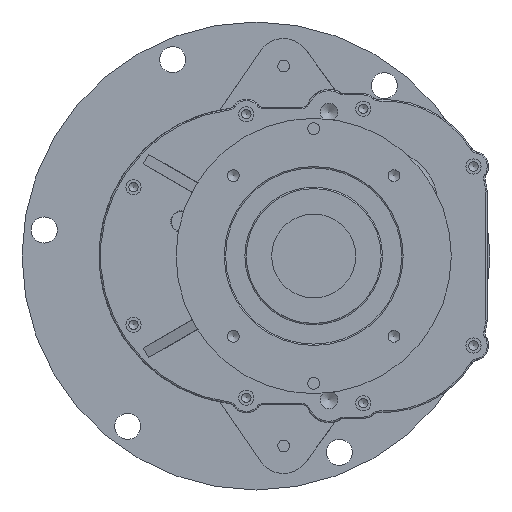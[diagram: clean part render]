
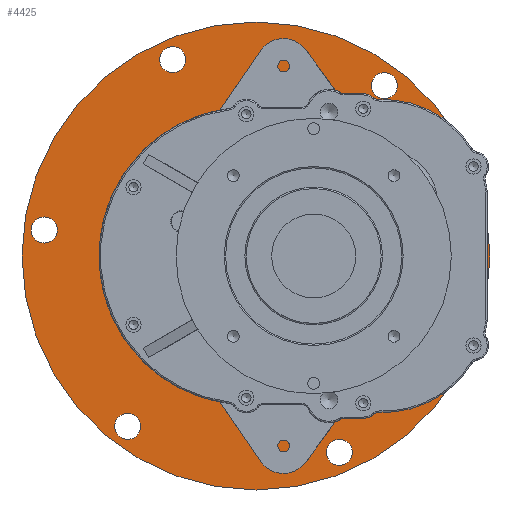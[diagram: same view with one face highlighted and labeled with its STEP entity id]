
A CAD part, left-side view. The second image highlights one B-rep face of the part: STEP entity #4425.
In plain terms, the highlighted planar face has unit normal (-1, 0, 0).
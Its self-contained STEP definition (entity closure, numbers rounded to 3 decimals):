
#17 = EDGE_CURVE ( 'NONE', #7041, #13790, #13573, .T. ) ;
#29 = EDGE_CURVE ( 'NONE', #14388, #14388, #17269, .T. ) ;
#48 = DIRECTION ( 'NONE',  ( -1., 0., 0. ) ) ;
#452 = AXIS2_PLACEMENT_3D ( 'NONE', #6714, #22544, #12661 ) ;
#605 = CARTESIAN_POINT ( 'NONE',  ( 0., 6., 0. ) ) ;
#742 = CARTESIAN_POINT ( 'NONE',  ( 0., 93.281, -123.789 ) ) ;
#873 = DIRECTION ( 'NONE',  ( -1., 0., 0. ) ) ;
#1195 = EDGE_CURVE ( 'NONE', #22913, #14514, #7683, .T. ) ;
#1714 = CIRCLE ( 'NONE', #452, 9.5 ) ;
#1897 = AXIS2_PLACEMENT_3D ( 'NONE', #18684, #873, #21394 ) ;
#2044 = CARTESIAN_POINT ( 'NONE',  ( 0., 0., -170. ) ) ;
#2760 = AXIS2_PLACEMENT_3D ( 'NONE', #6807, #14690, #19101 ) ;
#2836 = DIRECTION ( 'NONE',  ( 1., 0., 0. ) ) ;
#2970 = DIRECTION ( 'NONE',  ( 0., 0., 1. ) ) ;
#2971 = AXIS2_PLACEMENT_3D ( 'NONE', #13963, #13578, #4086 ) ;
#3181 = AXIS2_PLACEMENT_3D ( 'NONE', #605, #2836, #2970 ) ;
#3262 = CARTESIAN_POINT ( 'NONE',  ( 0., -92.219, 103. ) ) ;
#3545 = FACE_BOUND ( 'NONE', #21811, .T. ) ;
#3801 = VECTOR ( 'NONE', #12639, 1000. ) ;
#3953 = ORIENTED_EDGE ( 'NONE', *, *, #8604, .F. ) ;
#4086 = DIRECTION ( 'NONE',  ( 0., 0., -1. ) ) ;
#4115 = CARTESIAN_POINT ( 'NONE',  ( 0., 60.563, 142.678 ) ) ;
#4425 = ADVANCED_FACE ( 'NONE', ( #9659, #21466, #3545, #9269, #11740, #21345, #7709, #5517 ), #23186, .T. ) ;
#4472 = ORIENTED_EDGE ( 'NONE', *, *, #14403, .F. ) ;
#5323 = CARTESIAN_POINT ( 'NONE',  ( 0., -136.894, -17.59 ) ) ;
#5517 = FACE_OUTER_BOUND ( 'NONE', #19946, .T. ) ;
#5858 = VERTEX_POINT ( 'NONE', #23729 ) ;
#5884 = DIRECTION ( 'NONE',  ( 0., 0., 1. ) ) ;
#5974 = DIRECTION ( 'NONE',  ( -1., 0., 0. ) ) ;
#6080 = DIRECTION ( 'NONE',  ( 0., 0., 1. ) ) ;
#6526 = ORIENTED_EDGE ( 'NONE', *, *, #29, .F. ) ;
#6714 = CARTESIAN_POINT ( 'NONE',  ( 0., -60.563, -142.678 ) ) ;
#6807 = CARTESIAN_POINT ( 'NONE',  ( 0., 0., 0. ) ) ;
#6953 = AXIS2_PLACEMENT_3D ( 'NONE', #21776, #48, #9433 ) ;
#7041 = VERTEX_POINT ( 'NONE', #16081 ) ;
#7245 = EDGE_CURVE ( 'NONE', #24645, #5858, #23529, .T. ) ;
#7683 = LINE ( 'NONE', #11457, #9448 ) ;
#7709 = FACE_BOUND ( 'NONE', #9223, .T. ) ;
#7755 = ORIENTED_EDGE ( 'NONE', *, *, #17069, .F. ) ;
#7837 = CARTESIAN_POINT ( 'NONE',  ( 0., 0., 0. ) ) ;
#8531 = EDGE_CURVE ( 'NONE', #21906, #21906, #9604, .T. ) ;
#8604 = EDGE_CURVE ( 'NONE', #15912, #15912, #1714, .T. ) ;
#8881 = VECTOR ( 'NONE', #8984, 1000. ) ;
#8912 = CIRCLE ( 'NONE', #23438, 9.5 ) ;
#8984 = DIRECTION ( 'NONE',  ( 0., -1., 0. ) ) ;
#8990 = LINE ( 'NONE', #14705, #3801 ) ;
#9040 = EDGE_LOOP ( 'NONE', ( #14266 ) ) ;
#9223 = EDGE_LOOP ( 'NONE', ( #4472, #23341, #22811, #13948, #18991, #13241 ) ) ;
#9269 = FACE_BOUND ( 'NONE', #13021, .T. ) ;
#9343 = CARTESIAN_POINT ( 'NONE',  ( 0., 52.336, 147.428 ) ) ;
#9433 = DIRECTION ( 'NONE',  ( 0., 0., 1. ) ) ;
#9448 = VECTOR ( 'NONE', #23160, 1000. ) ;
#9604 = CIRCLE ( 'NONE', #2971, 9.5 ) ;
#9659 = FACE_BOUND ( 'NONE', #19017, .T. ) ;
#10783 = DIRECTION ( 'NONE',  ( -1., 0., 0. ) ) ;
#11081 = CIRCLE ( 'NONE', #2760, 170. ) ;
#11457 = CARTESIAN_POINT ( 'NONE',  ( 0., -104.322, -67.747 ) ) ;
#11740 = FACE_BOUND ( 'NONE', #9040, .T. ) ;
#12192 = EDGE_LOOP ( 'NONE', ( #6526 ) ) ;
#12639 = DIRECTION ( 'NONE',  ( 0., -1., 0. ) ) ;
#12661 = DIRECTION ( 'NONE',  ( 0., 0.866, -0.5 ) ) ;
#13021 = EDGE_LOOP ( 'NONE', ( #20633 ) ) ;
#13241 = ORIENTED_EDGE ( 'NONE', *, *, #1195, .T. ) ;
#13529 = EDGE_CURVE ( 'NONE', #13790, #22913, #23709, .T. ) ;
#13573 = CIRCLE ( 'NONE', #20616, 138.507 ) ;
#13578 = DIRECTION ( 'NONE',  ( -1., 0., 0. ) ) ;
#13790 = VERTEX_POINT ( 'NONE', #15550 ) ;
#13948 = ORIENTED_EDGE ( 'NONE', *, *, #17, .T. ) ;
#13963 = CARTESIAN_POINT ( 'NONE',  ( 0., -153.845, -18.89 ) ) ;
#14266 = ORIENTED_EDGE ( 'NONE', *, *, #14921, .F. ) ;
#14388 = VERTEX_POINT ( 'NONE', #18543 ) ;
#14403 = EDGE_CURVE ( 'NONE', #24645, #14514, #8990, .T. ) ;
#14514 = VERTEX_POINT ( 'NONE', #20420 ) ;
#14690 = DIRECTION ( 'NONE',  ( 1., 0., 0. ) ) ;
#14705 = CARTESIAN_POINT ( 'NONE',  ( 0., 0., -101.823 ) ) ;
#14921 = EDGE_CURVE ( 'NONE', #15552, #15552, #19565, .T. ) ;
#15179 = VERTEX_POINT ( 'NONE', #21282 ) ;
#15396 = CARTESIAN_POINT ( 'NONE',  ( 0., 0., 0. ) ) ;
#15550 = CARTESIAN_POINT ( 'NONE',  ( 0., -137.895, -13.006 ) ) ;
#15552 = VERTEX_POINT ( 'NONE', #9343 ) ;
#15783 = CARTESIAN_POINT ( 'NONE',  ( 0., -52.336, -147.428 ) ) ;
#15912 = VERTEX_POINT ( 'NONE', #15783 ) ;
#15949 = CARTESIAN_POINT ( 'NONE',  ( 0., -101.509, 119.039 ) ) ;
#16081 = CARTESIAN_POINT ( 'NONE',  ( 0., -92.603, 103. ) ) ;
#16682 = ORIENTED_EDGE ( 'NONE', *, *, #8531, .F. ) ;
#16844 = DIRECTION ( 'NONE',  ( 0., 0.866, 0.5 ) ) ;
#17069 = EDGE_CURVE ( 'NONE', #15179, #15179, #8912, .T. ) ;
#17258 = LINE ( 'NONE', #3262, #8881 ) ;
#17269 = CIRCLE ( 'NONE', #6953, 9.5 ) ;
#17448 = ORIENTED_EDGE ( 'NONE', *, *, #20154, .F. ) ;
#17552 = DIRECTION ( 'NONE',  ( -1., 0., 0. ) ) ;
#18543 = CARTESIAN_POINT ( 'NONE',  ( 0., 153.845, 28.39 ) ) ;
#18684 = CARTESIAN_POINT ( 'NONE',  ( 0., -93.281, 123.789 ) ) ;
#18901 = EDGE_LOOP ( 'NONE', ( #3953 ) ) ;
#18907 = CIRCLE ( 'NONE', #1897, 9.5 ) ;
#18991 = ORIENTED_EDGE ( 'NONE', *, *, #13529, .T. ) ;
#19017 = EDGE_LOOP ( 'NONE', ( #7755 ) ) ;
#19101 = DIRECTION ( 'NONE',  ( 0., 0., -1. ) ) ;
#19565 = CIRCLE ( 'NONE', #25038, 9.5 ) ;
#19568 = EDGE_CURVE ( 'NONE', #24036, #24036, #18907, .T. ) ;
#19839 = VERTEX_POINT ( 'NONE', #2044 ) ;
#19946 = EDGE_LOOP ( 'NONE', ( #17448 ) ) ;
#20130 = DIRECTION ( 'NONE',  ( -1., 0., 0. ) ) ;
#20154 = EDGE_CURVE ( 'NONE', #19839, #19839, #11081, .T. ) ;
#20292 = CARTESIAN_POINT ( 'NONE',  ( 0., -9.524, -101.823 ) ) ;
#20420 = CARTESIAN_POINT ( 'NONE',  ( 0., -82.192, -101.823 ) ) ;
#20616 = AXIS2_PLACEMENT_3D ( 'NONE', #15396, #23743, #6080 ) ;
#20633 = ORIENTED_EDGE ( 'NONE', *, *, #19568, .F. ) ;
#21282 = CARTESIAN_POINT ( 'NONE',  ( 0., 101.509, -119.039 ) ) ;
#21345 = FACE_BOUND ( 'NONE', #12192, .T. ) ;
#21394 = DIRECTION ( 'NONE',  ( 0., -0.866, -0.5 ) ) ;
#21466 = FACE_BOUND ( 'NONE', #18901, .T. ) ;
#21775 = CARTESIAN_POINT ( 'NONE',  ( 0., -153.845, -28.39 ) ) ;
#21776 = CARTESIAN_POINT ( 'NONE',  ( 0., 153.845, 18.89 ) ) ;
#21811 = EDGE_LOOP ( 'NONE', ( #16682 ) ) ;
#21906 = VERTEX_POINT ( 'NONE', #21775 ) ;
#22097 = CARTESIAN_POINT ( 'NONE',  ( 0., -153.845, -18.89 ) ) ;
#22544 = DIRECTION ( 'NONE',  ( -1., 0., 0. ) ) ;
#22652 = EDGE_CURVE ( 'NONE', #5858, #7041, #17258, .T. ) ;
#22811 = ORIENTED_EDGE ( 'NONE', *, *, #22652, .T. ) ;
#22913 = VERTEX_POINT ( 'NONE', #5323 ) ;
#23160 = DIRECTION ( 'NONE',  ( 0., 0.545, -0.839 ) ) ;
#23186 = PLANE ( 'NONE',  #25399 ) ;
#23341 = ORIENTED_EDGE ( 'NONE', *, *, #7245, .T. ) ;
#23438 = AXIS2_PLACEMENT_3D ( 'NONE', #742, #10783, #16844 ) ;
#23529 = CIRCLE ( 'NONE', #3181, 103. ) ;
#23705 = DIRECTION ( 'NONE',  ( 0., 0., 1. ) ) ;
#23709 = CIRCLE ( 'NONE', #24982, 17. ) ;
#23729 = CARTESIAN_POINT ( 'NONE',  ( 0., 6., 103. ) ) ;
#23743 = DIRECTION ( 'NONE',  ( 1., 0., 0. ) ) ;
#24025 = DIRECTION ( 'NONE',  ( 0., -0.866, 0.5 ) ) ;
#24036 = VERTEX_POINT ( 'NONE', #15949 ) ;
#24645 = VERTEX_POINT ( 'NONE', #20292 ) ;
#24982 = AXIS2_PLACEMENT_3D ( 'NONE', #22097, #20130, #5884 ) ;
#25038 = AXIS2_PLACEMENT_3D ( 'NONE', #4115, #5974, #24025 ) ;
#25399 = AXIS2_PLACEMENT_3D ( 'NONE', #7837, #17552, #23705 ) ;
